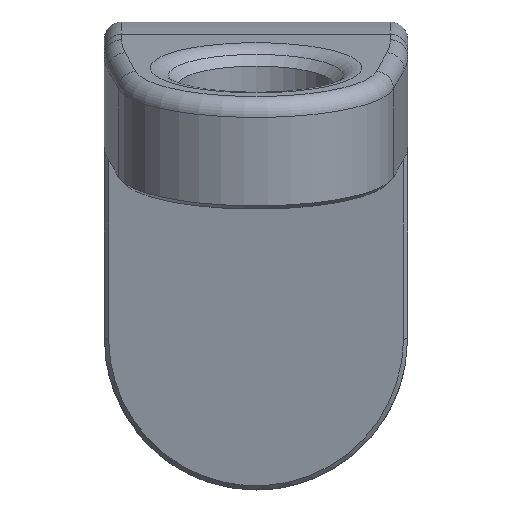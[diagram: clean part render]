
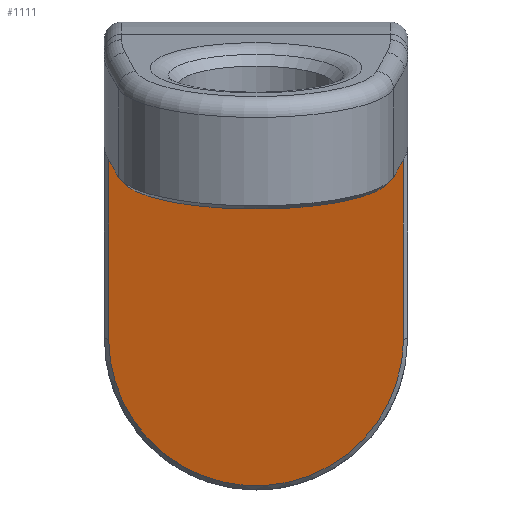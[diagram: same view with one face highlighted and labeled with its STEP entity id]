
A CAD part, front view. The second image highlights one B-rep face of the part: STEP entity #1111.
In plain terms, the highlighted planar face has unit normal (0, -0.972, -0.237).
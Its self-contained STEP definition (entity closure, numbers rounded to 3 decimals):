
#39=B_SPLINE_CURVE_WITH_KNOTS('',3,(#1623,#1624,#1625,#1626,#1627,#1628,
#1629,#1630,#1631,#1632,#1633,#1634,#1635,#1636,#1637,#1638,#1639,#1640,
#1641,#1642,#1643,#1644,#1645),.UNSPECIFIED.,.F.,.F.,(4,1,1,1,1,1,1,1,1,
1,1,1,1,1,1,1,1,1,1,1,4),(0.,0.063,0.125,0.188,0.25,0.281,0.313,0.375,
0.406,0.438,0.5,0.563,0.594,0.625,0.688,0.719,0.75,0.813,0.875,
0.938,1.),.UNSPECIFIED.);
#169=ORIENTED_EDGE('',*,*,#370,.T.);
#170=ORIENTED_EDGE('',*,*,#371,.T.);
#171=ORIENTED_EDGE('',*,*,#372,.T.);
#172=ORIENTED_EDGE('',*,*,#373,.T.);
#370=EDGE_CURVE('',#467,#468,#519,.F.);
#371=EDGE_CURVE('',#468,#469,#520,.T.);
#372=EDGE_CURVE('',#469,#470,#39,.T.);
#373=EDGE_CURVE('',#470,#467,#521,.T.);
#467=VERTEX_POINT('',#1619);
#468=VERTEX_POINT('',#1620);
#469=VERTEX_POINT('',#1622);
#470=VERTEX_POINT('',#1646);
#519=LINE('',#1618,#574);
#520=LINE('',#1621,#575);
#521=LINE('',#1647,#576);
#574=VECTOR('',#1356,1000.);
#575=VECTOR('',#1357,1000.);
#576=VECTOR('',#1358,1000.);
#611=EDGE_LOOP('',(#169,#170,#171,#172));
#675=FACE_BOUND('',#611,.T.);
#732=PLANE('',#1190);
#1111=ADVANCED_FACE('',(#675),#732,.T.);
#1190=AXIS2_PLACEMENT_3D('',#1617,#1354,#1355);
#1354=DIRECTION('',(0.,-0.972,-0.237));
#1355=DIRECTION('',(0.,0.237,-0.972));
#1356=DIRECTION('',(1.,0.,0.));
#1357=DIRECTION('',(0.,0.237,-0.972));
#1358=DIRECTION('',(0.,-0.237,0.972));
#1617=CARTESIAN_POINT('',(-20.,-16.298,-18.));
#1618=CARTESIAN_POINT('',(-20.,-25.84,21.142));
#1619=CARTESIAN_POINT('',(17.,-25.84,21.142));
#1620=CARTESIAN_POINT('',(-17.,-25.84,21.142));
#1621=CARTESIAN_POINT('',(-17.,-16.298,-18.));
#1622=CARTESIAN_POINT('',(-17.,-20.535,-0.618));
#1623=CARTESIAN_POINT('',(-17.,-20.535,-0.618));
#1624=CARTESIAN_POINT('',(-16.992,-20.265,-1.727));
#1625=CARTESIAN_POINT('',(-16.77,-19.736,-3.899));
#1626=CARTESIAN_POINT('',(-15.803,-18.967,-7.053));
#1627=CARTESIAN_POINT('',(-14.238,-18.248,-10.001));
#1628=CARTESIAN_POINT('',(-12.498,-17.73,-12.126));
#1629=CARTESIAN_POINT('',(-10.835,-17.359,-13.649));
#1630=CARTESIAN_POINT('',(-9.065,-17.036,-14.972));
#1631=CARTESIAN_POINT('',(-7.101,-16.778,-16.029));
#1632=CARTESIAN_POINT('',(-4.968,-16.59,-16.803));
#1633=CARTESIAN_POINT('',(-2.812,-16.457,-17.349));
#1634=CARTESIAN_POINT('',(0.,-16.39,-17.624));
#1635=CARTESIAN_POINT('',(2.811,-16.457,-17.349));
#1636=CARTESIAN_POINT('',(4.967,-16.59,-16.803));
#1637=CARTESIAN_POINT('',(7.102,-16.779,-16.029));
#1638=CARTESIAN_POINT('',(9.064,-17.036,-14.973));
#1639=CARTESIAN_POINT('',(10.834,-17.359,-13.65));
#1640=CARTESIAN_POINT('',(12.498,-17.73,-12.126));
#1641=CARTESIAN_POINT('',(14.237,-18.248,-10.002));
#1642=CARTESIAN_POINT('',(15.803,-18.967,-7.052));
#1643=CARTESIAN_POINT('',(16.77,-19.735,-3.9));
#1644=CARTESIAN_POINT('',(16.992,-20.265,-1.728));
#1645=CARTESIAN_POINT('',(17.,-20.535,-0.618));
#1646=CARTESIAN_POINT('',(17.,-20.535,-0.618));
#1647=CARTESIAN_POINT('',(17.,-16.298,-18.));
